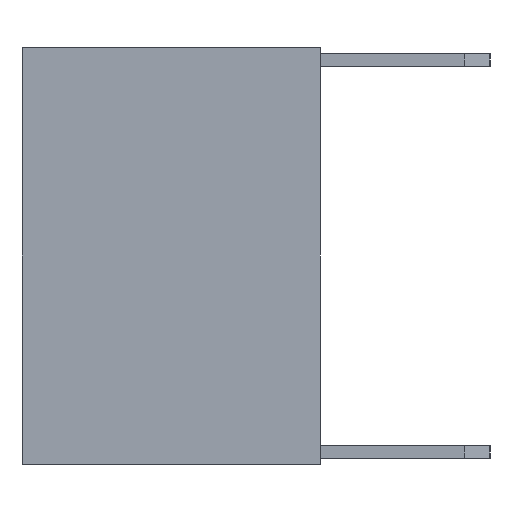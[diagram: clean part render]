
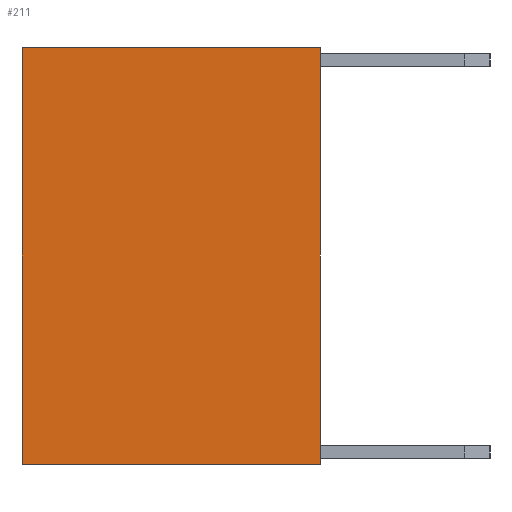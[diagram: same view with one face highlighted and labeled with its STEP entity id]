
A CAD part, left-side view. The second image highlights one B-rep face of the part: STEP entity #211.
In plain terms, the highlighted planar face has unit normal (-1, 0, 0).
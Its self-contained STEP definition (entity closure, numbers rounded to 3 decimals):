
#211=ADVANCED_FACE('',(#2743),#1477,.T.);
#1477=PLANE('',#22844);
#2743=FACE_OUTER_BOUND('',#4079,.T.);
#4079=EDGE_LOOP('',(#5946,#5947,#5948,#5949));
#5946=ORIENTED_EDGE('',*,*,#13668,.T.);
#5947=ORIENTED_EDGE('',*,*,#13956,.T.);
#5948=ORIENTED_EDGE('',*,*,#14062,.F.);
#5949=ORIENTED_EDGE('',*,*,#14063,.T.);
#11700=VERTEX_POINT('',#30010);
#11701=VERTEX_POINT('',#30012);
#11987=VERTEX_POINT('',#30586);
#12058=VERTEX_POINT('',#30766);
#13668=EDGE_CURVE('',#11701,#11700,#16760,.T.);
#13956=EDGE_CURVE('',#11700,#11987,#17048,.T.);
#14062=EDGE_CURVE('',#12058,#11987,#17154,.T.);
#14063=EDGE_CURVE('',#12058,#11701,#17155,.T.);
#16760=LINE('',#30011,#19852);
#17048=LINE('',#30587,#20140);
#17154=LINE('',#30765,#20246);
#17155=LINE('',#30767,#20247);
#19852=VECTOR('',#24281,1.);
#20140=VECTOR('',#24571,1.);
#20246=VECTOR('',#24681,1.);
#20247=VECTOR('',#24682,1.);
#22844=AXIS2_PLACEMENT_3D('',#30768,#24683,#24684);
#24281=DIRECTION('',(0.,0.,1.));
#24571=DIRECTION('',(0.,1.,0.));
#24681=DIRECTION('',(0.,0.,1.));
#24682=DIRECTION('',(0.,-1.,0.));
#24683=DIRECTION('',(-1.,0.,0.));
#24684=DIRECTION('',(0.,0.,1.));
#30010=CARTESIAN_POINT('',(0.,0.,8.1));
#30011=CARTESIAN_POINT('',(0.,0.,0.));
#30012=CARTESIAN_POINT('',(0.,0.,0.));
#30586=CARTESIAN_POINT('',(0.,5.8,8.1));
#30587=CARTESIAN_POINT('',(0.,2.9,8.1));
#30765=CARTESIAN_POINT('',(0.,5.8,0.));
#30766=CARTESIAN_POINT('',(0.,5.8,0.));
#30767=CARTESIAN_POINT('',(0.,2.9,0.));
#30768=CARTESIAN_POINT('',(0.,2.9,0.));
